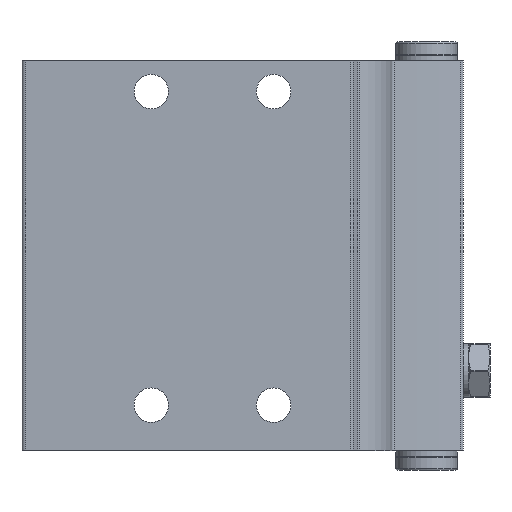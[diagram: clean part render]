
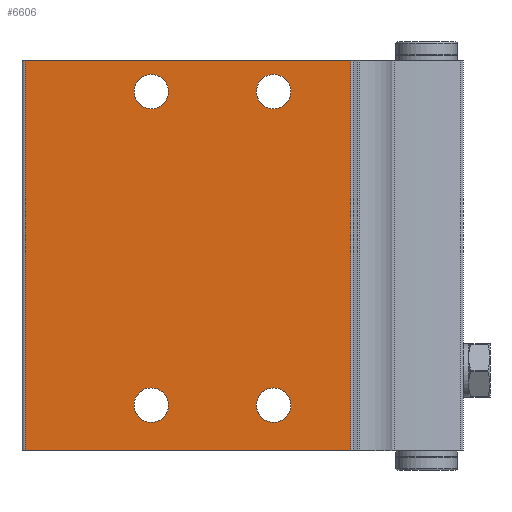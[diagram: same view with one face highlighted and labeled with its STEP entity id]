
A CAD part, front view. The second image highlights one B-rep face of the part: STEP entity #6606.
In plain terms, the highlighted planar face has unit normal (0, -1, 0).
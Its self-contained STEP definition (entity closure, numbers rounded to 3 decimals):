
#158=LINE('',#10634,#721);
#159=LINE('',#10644,#722);
#160=LINE('',#10646,#723);
#161=LINE('',#10648,#724);
#721=VECTOR('',#8283,1000.);
#722=VECTOR('',#8294,1000.);
#723=VECTOR('',#8295,1000.);
#724=VECTOR('',#8296,1000.);
#1267=PLANE('',#7494);
#1529=CIRCLE('',#7495,2.25);
#1530=CIRCLE('',#7496,2.25);
#1531=CIRCLE('',#7497,2.25);
#1532=CIRCLE('',#7498,2.25);
#1877=ORIENTED_EDGE('',*,*,#3651,.F.);
#1878=ORIENTED_EDGE('',*,*,#3652,.F.);
#1879=ORIENTED_EDGE('',*,*,#3653,.F.);
#1880=ORIENTED_EDGE('',*,*,#3654,.F.);
#1881=ORIENTED_EDGE('',*,*,#3655,.F.);
#1882=ORIENTED_EDGE('',*,*,#3650,.F.);
#1883=ORIENTED_EDGE('',*,*,#3656,.T.);
#1884=ORIENTED_EDGE('',*,*,#3657,.T.);
#3650=EDGE_CURVE('',#4531,#4530,#158,.T.);
#3651=EDGE_CURVE('',#4532,#4532,#1529,.T.);
#3652=EDGE_CURVE('',#4533,#4533,#1530,.T.);
#3653=EDGE_CURVE('',#4534,#4534,#1531,.T.);
#3654=EDGE_CURVE('',#4535,#4535,#1532,.T.);
#3655=EDGE_CURVE('',#4530,#4536,#159,.T.);
#3656=EDGE_CURVE('',#4531,#4537,#160,.T.);
#3657=EDGE_CURVE('',#4537,#4536,#161,.T.);
#4530=VERTEX_POINT('',#10631);
#4531=VERTEX_POINT('',#10633);
#4532=VERTEX_POINT('',#10637);
#4533=VERTEX_POINT('',#10639);
#4534=VERTEX_POINT('',#10641);
#4535=VERTEX_POINT('',#10643);
#4536=VERTEX_POINT('',#10645);
#4537=VERTEX_POINT('',#10647);
#5232=EDGE_LOOP('',(#1877));
#5233=EDGE_LOOP('',(#1878));
#5234=EDGE_LOOP('',(#1879));
#5235=EDGE_LOOP('',(#1880));
#5236=EDGE_LOOP('',(#1881,#1882,#1883,#1884));
#5870=FACE_BOUND('',#5232,.T.);
#5871=FACE_BOUND('',#5233,.T.);
#5872=FACE_BOUND('',#5234,.T.);
#5873=FACE_BOUND('',#5235,.T.);
#5874=FACE_BOUND('',#5236,.T.);
#6606=ADVANCED_FACE('',(#5870,#5871,#5872,#5873,#5874),#1267,.T.);
#7494=AXIS2_PLACEMENT_3D('',#10635,#8284,#8285);
#7495=AXIS2_PLACEMENT_3D('',#10636,#8286,#8287);
#7496=AXIS2_PLACEMENT_3D('',#10638,#8288,#8289);
#7497=AXIS2_PLACEMENT_3D('',#10640,#8290,#8291);
#7498=AXIS2_PLACEMENT_3D('',#10642,#8292,#8293);
#8283=DIRECTION('',(0.,0.,1.));
#8284=DIRECTION('',(0.,-1.,0.));
#8285=DIRECTION('',(0.,0.,-1.));
#8286=DIRECTION('',(0.,-1.,0.));
#8287=DIRECTION('',(0.,0.,-1.));
#8288=DIRECTION('',(0.,-1.,0.));
#8289=DIRECTION('',(0.,0.,-1.));
#8290=DIRECTION('',(0.,-1.,0.));
#8291=DIRECTION('',(0.,0.,-1.));
#8292=DIRECTION('',(0.,-1.,0.));
#8293=DIRECTION('',(0.,0.,-1.));
#8294=DIRECTION('',(1.,0.,0.));
#8295=DIRECTION('',(1.,0.,0.));
#8296=DIRECTION('',(0.,0.,1.));
#10631=CARTESIAN_POINT('',(-18.069,0.,0.));
#10633=CARTESIAN_POINT('',(-18.069,0.,-51.));
#10634=CARTESIAN_POINT('',(-18.069,0.,-51.));
#10635=CARTESIAN_POINT('',(-18.069,0.,-51.));
#10636=CARTESIAN_POINT('',(-8.,0.,-6.));
#10637=CARTESIAN_POINT('',(-8.,0.,-8.25));
#10638=CARTESIAN_POINT('',(-8.,0.,-47.));
#10639=CARTESIAN_POINT('',(-8.,0.,-49.25));
#10640=CARTESIAN_POINT('',(8.,0.,-47.));
#10641=CARTESIAN_POINT('',(8.,0.,-49.25));
#10642=CARTESIAN_POINT('',(8.,0.,-6.));
#10643=CARTESIAN_POINT('',(8.,0.,-8.25));
#10644=CARTESIAN_POINT('',(-18.069,0.,0.));
#10645=CARTESIAN_POINT('',(24.5,0.,0.));
#10646=CARTESIAN_POINT('',(-18.069,0.,-51.));
#10647=CARTESIAN_POINT('',(24.5,0.,-51.));
#10648=CARTESIAN_POINT('',(24.5,0.,-51.));
